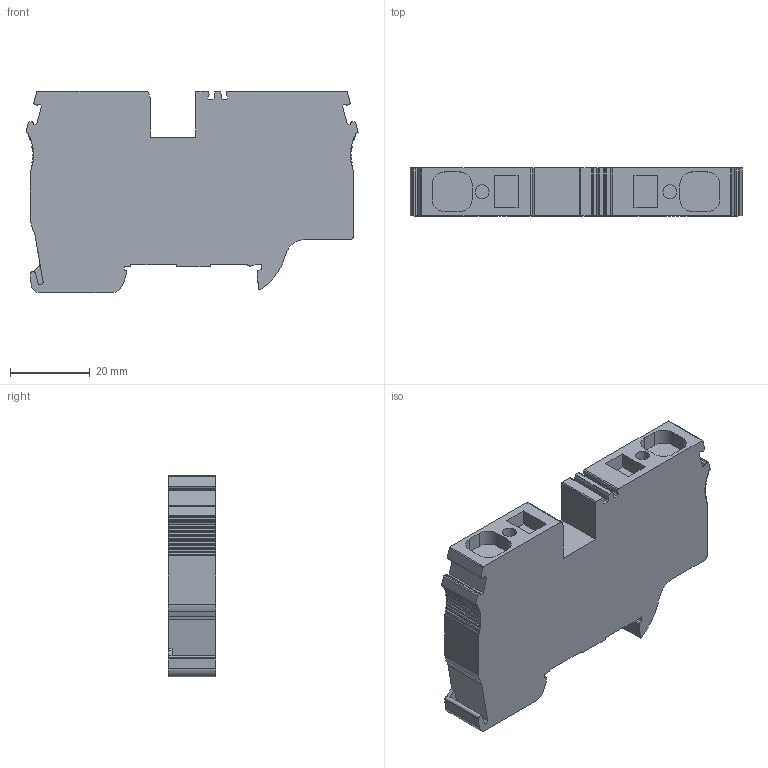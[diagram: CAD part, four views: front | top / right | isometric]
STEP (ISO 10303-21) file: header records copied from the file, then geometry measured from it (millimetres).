
FILE_DESCRIPTION(/* description */ ('Unknown'),/* implementation_level */ '2;1');
FILE_NAME(/* name */ 'SGQ16_SOLID',/* time_stamp */ '2024-09-24T10:44:05+05:00',/* author */ ('Unknown'),/* organization */ ('Unknown'),/* preprocessor_version */ 'ST-DEVELOPER v16.7',/* originating_system */ 'Solid Edge',/* authorisation */ 'Unknown');
FILE_SCHEMA (('AUTOMOTIVE_DESIGN {1 0 10303 214 3 1 1}'));
Length unit declared in the file: millimetre
Products named in the file (1): SGQ16_SOLID
Bounding box: 83.24 x 12 x 50.5 mm (x, y, z)
Volume: 39795.5 mm3; surface area: 11240 mm2
Topology: 1 solids, 1 shells, 208 faces, 600 edges, 400 vertices
Faces by surface type: cylinder 115, plane 93
Full cylindrical faces by diameter (mm): 3.5 x2
Entity records: 6935 total; most frequent: DIRECTION 1247, CARTESIAN_POINT 1207, ORIENTED_EDGE 1196, EDGE_CURVE 598, AXIS2_PLACEMENT_3D 440, VERTEX_POINT 400, LINE 367, VECTOR 367
